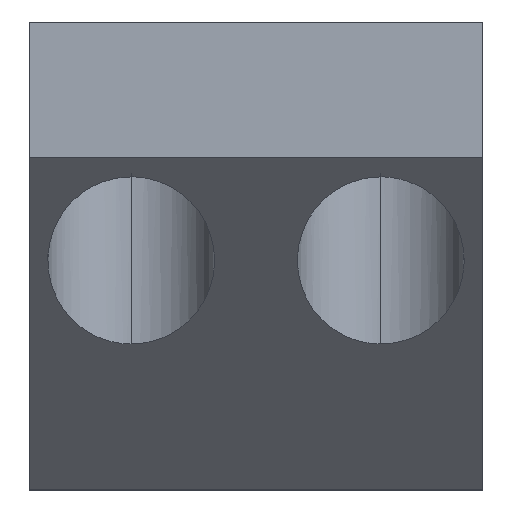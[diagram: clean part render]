
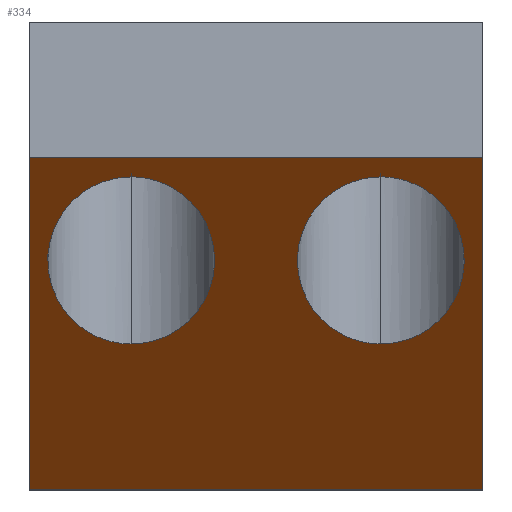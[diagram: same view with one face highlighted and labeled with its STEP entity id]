
A CAD part, top view. The second image highlights one B-rep face of the part: STEP entity #334.
In plain terms, the highlighted planar face has unit normal (0, -0.707, 0.707).
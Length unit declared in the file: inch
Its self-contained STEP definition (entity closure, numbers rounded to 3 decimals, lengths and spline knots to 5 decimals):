
#3 = AXIS2_PLACEMENT_3D ( 'NONE', #801, #707, #700 ) ;
#38 = EDGE_CURVE ( 'NONE', #847, #1153, #951, .T. ) ;
#44 = CARTESIAN_POINT ( 'NONE',  ( 0.37402, 0.23583, 3.14213 ) ) ;
#100 = CARTESIAN_POINT ( 'NONE',  ( 0.37402, -0.26417, 2.64213 ) ) ;
#106 = DIRECTION ( 'NONE',  ( 1., 0., 0. ) ) ;
#126 = CARTESIAN_POINT ( 'NONE',  ( -0.37402, -0.26417, 2.64213 ) ) ;
#133 = CARTESIAN_POINT ( 'NONE',  ( 0.68, 0.2937, 3.2 ) ) ;
#166 = DIRECTION ( 'NONE',  ( -1., 0., 0. ) ) ;
#252 = CARTESIAN_POINT ( 'NONE',  ( -0.12598, -0.26417, 2.64213 ) ) ;
#264 = CARTESIAN_POINT ( 'NONE',  ( -0.87402, -0.26417, 2.64213 ) ) ;
#295 = EDGE_CURVE ( 'NONE', #1330, #1033, #1245, .T. ) ;
#304 = EDGE_LOOP ( 'NONE', ( #952, #787 ) ) ;
#334 = ADVANCED_FACE ( 'NONE', ( #1288, #1392, #379 ), #820, .T. ) ;
#351 = DIRECTION ( 'NONE',  ( 0., -0.707, -0.707 ) ) ;
#357 = CARTESIAN_POINT ( 'NONE',  ( 0.68, -1.00315, 1.90315 ) ) ;
#363 = VECTOR ( 'NONE', #475, 39.37008 ) ;
#365 = CARTESIAN_POINT ( 'NONE',  ( 0.68, -0.7, 2.2063 ) ) ;
#379 = FACE_OUTER_BOUND ( 'NONE', #1291, .T. ) ;
#475 = DIRECTION ( 'NONE',  ( 0., 0.707, 0.707 ) ) ;
#485 = CARTESIAN_POINT ( 'NONE',  ( 0.37402, -0.26417, 2.64213 ) ) ;
#591 = CARTESIAN_POINT ( 'NONE',  ( -0.37402, -0.26417, 2.64213 ) ) ;
#606 = ORIENTED_EDGE ( 'NONE', *, *, #1107, .F. ) ;
#622 = CARTESIAN_POINT ( 'NONE',  ( -0.37402, 0.23583, 3.14213 ) ) ;
#634 = CARTESIAN_POINT ( 'NONE',  ( -0.68, -0.7, 2.2063 ) ) ;
#642 = LINE ( 'NONE', #634, #1232 ) ;
#679 = LINE ( 'NONE', #1056, #363 ) ;
#700 = DIRECTION ( 'NONE',  ( -1., 0., 0. ) ) ;
#704 = VERTEX_POINT ( 'NONE', #807 ) ;
#707 = DIRECTION ( 'NONE',  ( 0., -0.707, 0.707 ) ) ;
#711 = VECTOR ( 'NONE', #351, 39.37008 ) ;
#713 = ORIENTED_EDGE ( 'NONE', *, *, #1010, .F. ) ;
#722 = CARTESIAN_POINT ( 'NONE',  ( 0.87402, -0.26417, 2.64213 ) ) ;
#734 = ORIENTED_EDGE ( 'NONE', *, *, #1102, .F. ) ;
#773 = EDGE_CURVE ( 'NONE', #1144, #704, #642, .T. ) ;
#787 = ORIENTED_EDGE ( 'NONE', *, *, #38, .F. ) ;
#789 = ORIENTED_EDGE ( 'NONE', *, *, #295, .F. ) ;
#801 = CARTESIAN_POINT ( 'NONE',  ( -0.68, 0.2937, 3.2 ) ) ;
#807 = CARTESIAN_POINT ( 'NONE',  ( -0.68, -0.7, 2.2063 ) ) ;
#820 = PLANE ( 'NONE',  #3 ) ;
#847 = VERTEX_POINT ( 'NONE', #622 ) ;
#917 = CARTESIAN_POINT ( 'NONE',  ( 0.12598, -0.26417, 2.64213 ) ) ;
#921 = CARTESIAN_POINT ( 'NONE',  ( 0.87402, 0.23583, 3.14213 ) ) ;
#936 = CARTESIAN_POINT ( 'NONE',  ( 0.37402, 0.23583, 3.14213 ) ) ;
#951 =( BOUNDED_CURVE ( )  B_SPLINE_CURVE ( 3, ( #1180, #1274, #264, #1167 ),
 .UNSPECIFIED., .F., .T. ) 
 B_SPLINE_CURVE_WITH_KNOTS ( ( 4, 4 ),
 ( 3.14159, 6.28319 ),
 .UNSPECIFIED. ) 
 CURVE ( )  GEOMETRIC_REPRESENTATION_ITEM ( )  RATIONAL_B_SPLINE_CURVE ( ( 1., 0.333, 0.333, 1. ) ) 
 REPRESENTATION_ITEM ( '' )  );
#952 = ORIENTED_EDGE ( 'NONE', *, *, #1013, .F. ) ;
#958 = EDGE_CURVE ( 'NONE', #1374, #1067, #1453, .T. ) ;
#987 = CARTESIAN_POINT ( 'NONE',  ( 0.68, 0.2937, 3.2 ) ) ;
#1003 =( BOUNDED_CURVE ( )  B_SPLINE_CURVE ( 3, ( #126, #917, #1247, #1277 ),
 .UNSPECIFIED., .F., .F. ) 
 B_SPLINE_CURVE_WITH_KNOTS ( ( 4, 4 ),
 ( 0., 3.14159 ),
 .UNSPECIFIED. ) 
 CURVE ( )  GEOMETRIC_REPRESENTATION_ITEM ( )  RATIONAL_B_SPLINE_CURVE ( ( 1., 0.333, 0.333, 1. ) ) 
 REPRESENTATION_ITEM ( '' )  );
#1010 = EDGE_CURVE ( 'NONE', #704, #1374, #679, .T. ) ;
#1013 = EDGE_CURVE ( 'NONE', #1153, #847, #1003, .T. ) ;
#1015 =( BOUNDED_CURVE ( )  B_SPLINE_CURVE ( 3, ( #1159, #1169, #252, #1029 ),
 .UNSPECIFIED., .F., .F. ) 
 B_SPLINE_CURVE_WITH_KNOTS ( ( 4, 4 ),
 ( 3.14159, 6.28319 ),
 .UNSPECIFIED. ) 
 CURVE ( )  GEOMETRIC_REPRESENTATION_ITEM ( )  RATIONAL_B_SPLINE_CURVE ( ( 1., 0.333, 0.333, 1. ) ) 
 REPRESENTATION_ITEM ( '' )  );
#1028 = ORIENTED_EDGE ( 'NONE', *, *, #958, .F. ) ;
#1029 = CARTESIAN_POINT ( 'NONE',  ( 0.37402, -0.26417, 2.64213 ) ) ;
#1033 = VERTEX_POINT ( 'NONE', #44 ) ;
#1034 = LINE ( 'NONE', #357, #711 ) ;
#1056 = CARTESIAN_POINT ( 'NONE',  ( -0.68, -1.00315, 1.90315 ) ) ;
#1067 = VERTEX_POINT ( 'NONE', #133 ) ;
#1102 = EDGE_CURVE ( 'NONE', #1033, #1330, #1015, .T. ) ;
#1104 = EDGE_LOOP ( 'NONE', ( #789, #734 ) ) ;
#1107 = EDGE_CURVE ( 'NONE', #1067, #1144, #1034, .T. ) ;
#1144 = VERTEX_POINT ( 'NONE', #365 ) ;
#1153 = VERTEX_POINT ( 'NONE', #591 ) ;
#1159 = CARTESIAN_POINT ( 'NONE',  ( 0.37402, 0.23583, 3.14213 ) ) ;
#1167 = CARTESIAN_POINT ( 'NONE',  ( -0.37402, -0.26417, 2.64213 ) ) ;
#1169 = CARTESIAN_POINT ( 'NONE',  ( -0.12598, 0.23583, 3.14213 ) ) ;
#1180 = CARTESIAN_POINT ( 'NONE',  ( -0.37402, 0.23583, 3.14213 ) ) ;
#1202 = ORIENTED_EDGE ( 'NONE', *, *, #773, .F. ) ;
#1232 = VECTOR ( 'NONE', #166, 39.37008 ) ;
#1245 =( BOUNDED_CURVE ( )  B_SPLINE_CURVE ( 3, ( #485, #722, #921, #936 ),
 .UNSPECIFIED., .F., .F. ) 
 B_SPLINE_CURVE_WITH_KNOTS ( ( 4, 4 ),
 ( 0., 3.14159 ),
 .UNSPECIFIED. ) 
 CURVE ( )  GEOMETRIC_REPRESENTATION_ITEM ( )  RATIONAL_B_SPLINE_CURVE ( ( 1., 0.333, 0.333, 1. ) ) 
 REPRESENTATION_ITEM ( '' )  );
#1247 = CARTESIAN_POINT ( 'NONE',  ( 0.12598, 0.23583, 3.14213 ) ) ;
#1274 = CARTESIAN_POINT ( 'NONE',  ( -0.87402, 0.23583, 3.14213 ) ) ;
#1277 = CARTESIAN_POINT ( 'NONE',  ( -0.37402, 0.23583, 3.14213 ) ) ;
#1288 = FACE_BOUND ( 'NONE', #1104, .T. ) ;
#1291 = EDGE_LOOP ( 'NONE', ( #713, #1202, #606, #1028 ) ) ;
#1330 = VERTEX_POINT ( 'NONE', #100 ) ;
#1363 = CARTESIAN_POINT ( 'NONE',  ( -0.68, 0.2937, 3.2 ) ) ;
#1374 = VERTEX_POINT ( 'NONE', #1363 ) ;
#1392 = FACE_BOUND ( 'NONE', #304, .T. ) ;
#1451 = VECTOR ( 'NONE', #106, 39.37008 ) ;
#1453 = LINE ( 'NONE', #987, #1451 ) ;
